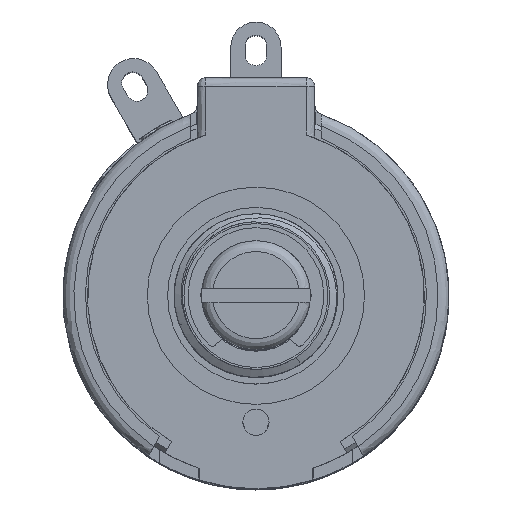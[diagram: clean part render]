
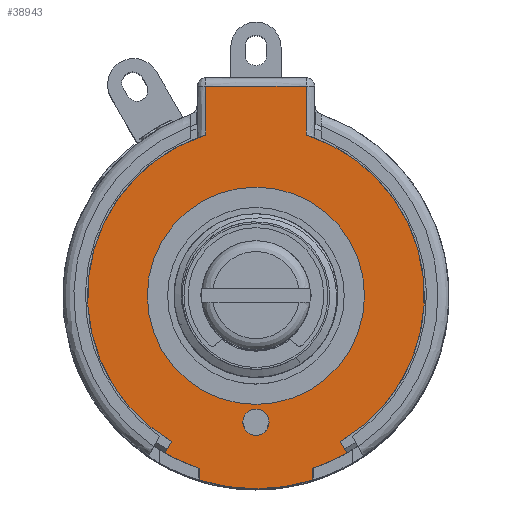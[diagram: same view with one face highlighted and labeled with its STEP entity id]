
A CAD part, top view. The second image highlights one B-rep face of the part: STEP entity #38943.
In plain terms, the highlighted free-form (B-spline) face has degree [1, 1] with [2, 2] control points.
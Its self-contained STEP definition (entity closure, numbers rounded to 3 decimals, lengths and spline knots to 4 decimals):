
#7573=DIRECTION('',(-1.,0.,0.));
#7574=VECTOR('',#7573,0.23);
#7575=CARTESIAN_POINT('',(0.115,0.48,0.08));
#7576=LINE('',#7575,#7574);
#7595=DIRECTION('',(0.,1.,0.));
#7596=VECTOR('',#7595,0.0278);
#7597=CARTESIAN_POINT('',(0.1305,-0.4228,0.08));
#7598=LINE('',#7597,#7596);
#7602=CARTESIAN_POINT('',(0.,0.,0.08));
#7603=DIRECTION('',(0.,0.,-1.));
#7604=DIRECTION('',(0.295,-0.956,0.));
#7605=AXIS2_PLACEMENT_3D('',#7602,#7603,#7604);
#7610=DIRECTION('',(0.,1.,0.));
#7611=VECTOR('',#7610,0.0278);
#7612=CARTESIAN_POINT('',(-0.1305,-0.4228,0.08));
#7613=LINE('',#7612,#7611);
#7617=CARTESIAN_POINT('',(0.,-0.29,0.08));
#7618=DIRECTION('',(0.,0.,1.));
#7619=DIRECTION('',(1.,0.,0.));
#7620=AXIS2_PLACEMENT_3D('',#7617,#7618,#7619);
#7625=CARTESIAN_POINT('',(0.,-0.29,0.08));
#7626=DIRECTION('',(0.,0.,1.));
#7627=DIRECTION('',(-1.,0.,0.));
#7628=AXIS2_PLACEMENT_3D('',#7625,#7626,#7627);
#7633=CARTESIAN_POINT('',(0.,0.,0.08));
#7634=DIRECTION('',(0.,0.,-1.));
#7635=DIRECTION('',(0.,1.,0.));
#7636=AXIS2_PLACEMENT_3D('',#7633,#7634,#7635);
#7641=CARTESIAN_POINT('',(0.,0.,0.08));
#7642=DIRECTION('',(0.,0.,-1.));
#7643=DIRECTION('',(0.,-1.,0.));
#7644=AXIS2_PLACEMENT_3D('',#7641,#7642,#7643);
#7649=CARTESIAN_POINT('',(0.,0.,0.08));
#7650=DIRECTION('',(0.,0.,1.));
#7651=DIRECTION('',(-0.298,0.955,0.));
#7652=AXIS2_PLACEMENT_3D('',#7649,#7650,#7651);
#7657=CARTESIAN_POINT('',(0.,0.,0.08));
#7658=DIRECTION('',(0.,0.,1.));
#7659=DIRECTION('',(0.5,-0.866,0.));
#7660=AXIS2_PLACEMENT_3D('',#7657,#7658,#7659);
#7679=DIRECTION('',(-0.5,-0.866,0.));
#7680=VECTOR('',#7679,0.03);
#7681=CARTESIAN_POINT('',(-0.193,-0.3343,0.08));
#7682=LINE('',#7681,#7680);
#7943=CARTESIAN_POINT('',(0.,0.,0.08));
#7944=DIRECTION('',(0.,0.,1.));
#7945=DIRECTION('',(-0.5,-0.866,0.));
#7946=AXIS2_PLACEMENT_3D('',#7943,#7944,#7945);
#7967=CARTESIAN_POINT('',(0.,0.,0.08));
#7968=DIRECTION('',(0.,0.,1.));
#7969=DIRECTION('',(0.314,-0.95,0.));
#7970=AXIS2_PLACEMENT_3D('',#7967,#7968,#7969);
#7978=CARTESIAN_POINT('',(-0.1305,-0.4228,0.08));
#7983=CARTESIAN_POINT('',(0.1305,-0.4228,0.08));
#8035=DIRECTION('',(0.5,-0.866,0.));
#8036=VECTOR('',#8035,0.03);
#8037=CARTESIAN_POINT('',(0.193,-0.3343,0.08));
#8038=LINE('',#8037,#8036);
#8413=CARTESIAN_POINT('',(-0.115,0.3685,0.08));
#8441=DIRECTION('',(0.,-1.,0.));
#8442=VECTOR('',#8441,0.1115);
#8443=CARTESIAN_POINT('',(-0.115,0.48,0.08));
#8444=LINE('',#8443,#8442);
#8501=CARTESIAN_POINT('',(0.115,0.3685,0.08));
#8506=DIRECTION('',(0.,1.,0.));
#8507=VECTOR('',#8506,0.1115);
#8508=CARTESIAN_POINT('',(0.115,0.3685,0.08));
#8509=LINE('',#8508,#8507);
#26327=CARTESIAN_POINT('',(0.115,0.48,0.08));
#26329=VERTEX_POINT('',#26327);
#26331=CARTESIAN_POINT('',(-0.115,0.48,0.08));
#26333=VERTEX_POINT('',#26331);
#26338=VERTEX_POINT('',#8501);
#26341=VERTEX_POINT('',#8413);
#26351=VERTEX_POINT('',#7978);
#26352=VERTEX_POINT('',#7983);
#26361=CARTESIAN_POINT('',(-0.193,-0.3343,0.08));
#26363=VERTEX_POINT('',#26361);
#26365=CARTESIAN_POINT('',(0.193,-0.3343,0.08));
#26367=VERTEX_POINT('',#26365);
#26369=CARTESIAN_POINT('',(-0.1305,-0.395,0.08));
#26370=VERTEX_POINT('',#26369);
#26371=CARTESIAN_POINT('',(0.1305,-0.395,0.08));
#26372=VERTEX_POINT('',#26371);
#26373=CARTESIAN_POINT('',(-0.208,-0.3603,0.08));
#26374=VERTEX_POINT('',#26373);
#26375=CARTESIAN_POINT('',(0.208,-0.3603,0.08));
#26376=VERTEX_POINT('',#26375);
#26407=CARTESIAN_POINT('',(0.03,-0.29,0.08));
#26408=CARTESIAN_POINT('',(-0.03,-0.29,0.08));
#26409=VERTEX_POINT('',#26407);
#26410=VERTEX_POINT('',#26408);
#26411=CARTESIAN_POINT('',(0.,0.249,0.08));
#26412=CARTESIAN_POINT('',(0.,-0.249,0.08));
#26413=VERTEX_POINT('',#26411);
#26414=VERTEX_POINT('',#26412);
#38901=CARTESIAN_POINT('',(0.4015,0.4985,0.08));
#38902=CARTESIAN_POINT('',(-0.4015,0.4985,0.08));
#38903=CARTESIAN_POINT('',(0.4015,-0.461,0.08));
#38904=CARTESIAN_POINT('',(-0.4015,-0.461,0.08));
#38905=B_SPLINE_SURFACE_WITH_KNOTS('',1,1,((#38901,#38902),(#38903,#38904)),
.UNSPECIFIED.,.F.,.F.,.F.,(2,2),(2,2),(-0.4985,0.461),
(-0.4015,0.4015),.UNSPECIFIED.);
#38907=ORIENTED_EDGE('',*,*,#38906,.F.);
#38909=ORIENTED_EDGE('',*,*,#38908,.T.);
#38911=ORIENTED_EDGE('',*,*,#38910,.F.);
#38913=ORIENTED_EDGE('',*,*,#38912,.F.);
#38915=ORIENTED_EDGE('',*,*,#38914,.T.);
#38917=ORIENTED_EDGE('',*,*,#38916,.T.);
#38919=ORIENTED_EDGE('',*,*,#38918,.F.);
#38921=ORIENTED_EDGE('',*,*,#38920,.F.);
#38923=ORIENTED_EDGE('',*,*,#38922,.F.);
#38925=ORIENTED_EDGE('',*,*,#38924,.F.);
#38926=ORIENTED_EDGE('',*,*,#38881,.F.);
#38928=ORIENTED_EDGE('',*,*,#38927,.F.);
#38929=EDGE_LOOP('',(#38907,#38909,#38911,#38913,#38915,#38917,#38919,#38921,
#38923,#38925,#38926,#38928));
#38930=FACE_OUTER_BOUND('',#38929,.F.);
#38932=ORIENTED_EDGE('',*,*,#38931,.T.);
#38934=ORIENTED_EDGE('',*,*,#38933,.T.);
#38935=EDGE_LOOP('',(#38932,#38934));
#38936=FACE_BOUND('',#38935,.F.);
#38938=ORIENTED_EDGE('',*,*,#38937,.F.);
#38940=ORIENTED_EDGE('',*,*,#38939,.F.);
#38941=EDGE_LOOP('',(#38938,#38940));
#38942=FACE_BOUND('',#38941,.F.);
#38943=ADVANCED_FACE('',(#38930,#38936,#38942),#38905,.F.);
#7606=CIRCLE('',#7605,0.4425);
#7621=CIRCLE('',#7620,0.03);
#7629=CIRCLE('',#7628,0.03);
#7637=CIRCLE('',#7636,0.249);
#7645=CIRCLE('',#7644,0.249);
#7653=CIRCLE('',#7652,0.386);
#7661=CIRCLE('',#7660,0.386);
#7947=CIRCLE('',#7946,0.416);
#7971=CIRCLE('',#7970,0.416);
#38881=EDGE_CURVE('',#26329,#26333,#7576,.T.);
#38906=EDGE_CURVE('',#26367,#26338,#7661,.T.);
#38908=EDGE_CURVE('',#26367,#26376,#8038,.T.);
#38910=EDGE_CURVE('',#26372,#26376,#7971,.T.);
#38912=EDGE_CURVE('',#26352,#26372,#7598,.T.);
#38914=EDGE_CURVE('',#26352,#26351,#7606,.T.);
#38916=EDGE_CURVE('',#26351,#26370,#7613,.T.);
#38918=EDGE_CURVE('',#26374,#26370,#7947,.T.);
#38920=EDGE_CURVE('',#26363,#26374,#7682,.T.);
#38922=EDGE_CURVE('',#26341,#26363,#7653,.T.);
#38924=EDGE_CURVE('',#26333,#26341,#8444,.T.);
#38927=EDGE_CURVE('',#26338,#26329,#8509,.T.);
#38931=EDGE_CURVE('',#26409,#26410,#7621,.T.);
#38933=EDGE_CURVE('',#26410,#26409,#7629,.T.);
#38937=EDGE_CURVE('',#26413,#26414,#7637,.T.);
#38939=EDGE_CURVE('',#26414,#26413,#7645,.T.);
